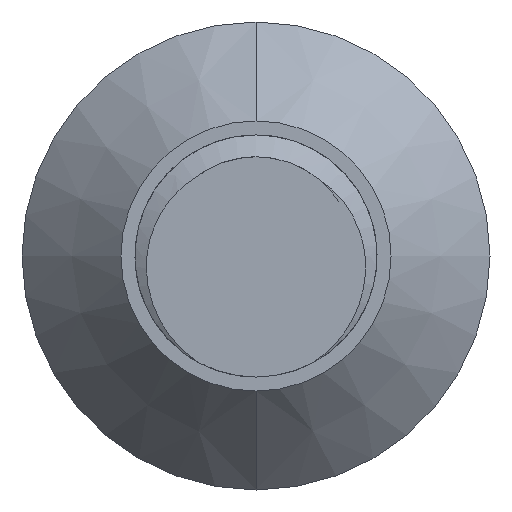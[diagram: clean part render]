
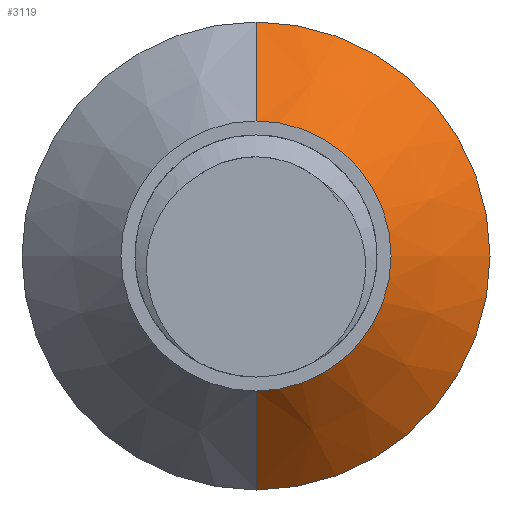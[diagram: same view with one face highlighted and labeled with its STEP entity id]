
A CAD part, front view. The second image highlights one B-rep face of the part: STEP entity #3119.
In plain terms, the highlighted conical face has half-angle 43.152 degrees and reference radius 2.287 mm.
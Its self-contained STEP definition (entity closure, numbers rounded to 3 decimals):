
#60=CARTESIAN_POINT('',(0.,5.208,0.));
#61=DIRECTION('',(0.,1.,0.));
#62=DIRECTION('',(1.,0.,0.));
#63=AXIS2_PLACEMENT_3D('',#60,#61,#62);
#68=DIRECTION('',(0.,-0.73,0.684));
#69=VECTOR('',#68,1.792);
#70=CARTESIAN_POINT('',(0.,5.208,-2.9));
#71=LINE('',#70,#69);
#75=CARTESIAN_POINT('',(0.,3.9,0.));
#76=DIRECTION('',(0.,1.,0.));
#77=DIRECTION('',(0.,0.,1.));
#78=AXIS2_PLACEMENT_3D('',#75,#76,#77);
#83=CARTESIAN_POINT('',(0.,5.208,0.));
#84=DIRECTION('',(0.,1.,0.));
#85=DIRECTION('',(0.,0.,1.));
#86=AXIS2_PLACEMENT_3D('',#83,#84,#85);
#107=DIRECTION('',(0.,-0.73,-0.684));
#108=VECTOR('',#107,1.792);
#109=CARTESIAN_POINT('',(0.,5.208,2.9));
#110=LINE('',#109,#108);
#3011=CARTESIAN_POINT('',(0.,3.9,-1.674));
#3012=CARTESIAN_POINT('',(0.,3.9,1.674));
#3013=VERTEX_POINT('',#3011);
#3014=VERTEX_POINT('',#3012);
#3019=CARTESIAN_POINT('',(0.,5.208,-2.9));
#3021=VERTEX_POINT('',#3019);
#3023=CARTESIAN_POINT('',(0.,5.208,2.9));
#3024=VERTEX_POINT('',#3023);
#3025=CARTESIAN_POINT('',(2.9,5.208,0.));
#3026=VERTEX_POINT('',#3025);
#3104=CARTESIAN_POINT('',(0.,4.554,0.));
#3105=DIRECTION('',(0.,1.,0.));
#3106=DIRECTION('',(0.,0.,1.));
#3107=AXIS2_PLACEMENT_3D('',#3104,#3105,#3106);
#3108=CONICAL_SURFACE('',#3107,2.287,43.152);
#3109=ORIENTED_EDGE('',*,*,#3082,.T.);
#3111=ORIENTED_EDGE('',*,*,#3110,.T.);
#3113=ORIENTED_EDGE('',*,*,#3112,.F.);
#3115=ORIENTED_EDGE('',*,*,#3114,.F.);
#3116=ORIENTED_EDGE('',*,*,#3096,.T.);
#3117=EDGE_LOOP('',(#3109,#3111,#3113,#3115,#3116));
#3118=FACE_OUTER_BOUND('',#3117,.F.);
#64=CIRCLE('',#63,2.9);
#79=CIRCLE('',#78,1.674);
#87=CIRCLE('',#86,2.9);
#3082=EDGE_CURVE('',#3026,#3021,#64,.T.);
#3096=EDGE_CURVE('',#3024,#3026,#87,.T.);
#3110=EDGE_CURVE('',#3021,#3013,#71,.T.);
#3112=EDGE_CURVE('',#3014,#3013,#79,.T.);
#3114=EDGE_CURVE('',#3024,#3014,#110,.T.);
#3119=ADVANCED_FACE('',(#3118),#3108,.T.);
